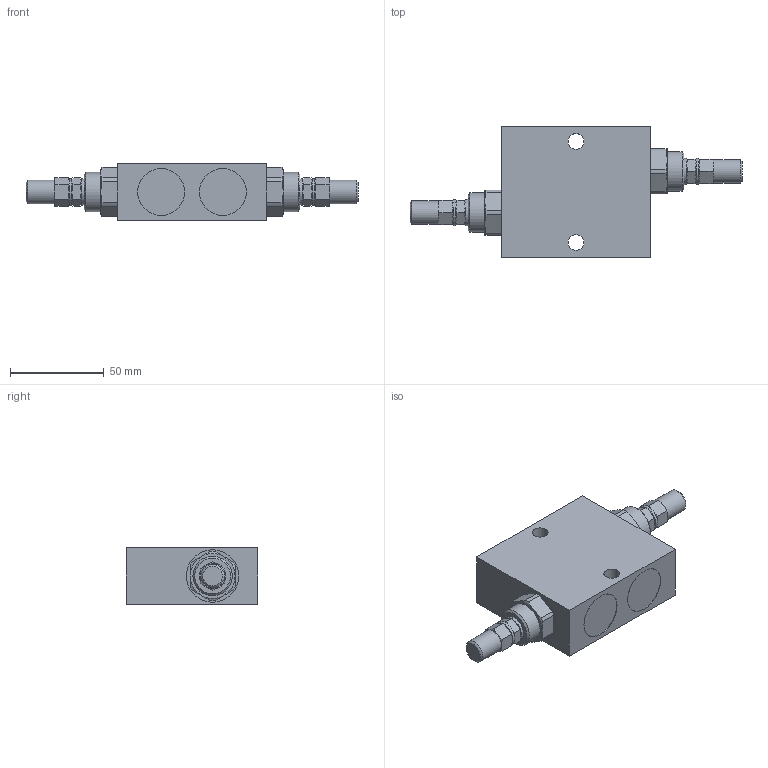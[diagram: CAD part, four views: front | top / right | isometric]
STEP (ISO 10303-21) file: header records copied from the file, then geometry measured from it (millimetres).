
FILE_DESCRIPTION(/* description */ ('Unknown'),/* implementation_level */ '2;1');
FILE_NAME(/* name */ 'V0440',/* time_stamp */ '2018-01-11T13:20:41+01:00',/* author */ ('Unknown'),/* organization */ ('Unknown'),/* preprocessor_version */ 'ST-DEVELOPER v16',/* originating_system */ 'DEX',/* authorisation */ $);
FILE_SCHEMA (('AUTOMOTIVE_DESIGN {1 0 10303 214 3 1 1}'));
Length unit declared in the file: millimetre
Products named in the file (1): V0440
Bounding box: 177.4 x 70 x 30 mm (x, y, z)
Volume: 187049.6 mm3; surface area: 26974.6 mm2
Topology: 1 solids, 1 shells, 134 faces, 293 edges, 181 vertices
Faces by surface type: plane 62, cone 44, cylinder 28
Full cylindrical faces by diameter (mm): 8.5 x2, 12.5 x2, 14 x4, 21 x2, 25 x4, 28 x2
Entity records: 4378 total; most frequent: CARTESIAN_POINT 775, DIRECTION 542, ORIENTED_EDGE 536, EDGE_CURVE 268, AXIS2_PLACEMENT_3D 235, EDGE_LOOP 182, FACE_BOUND 182, VERTEX_POINT 180
